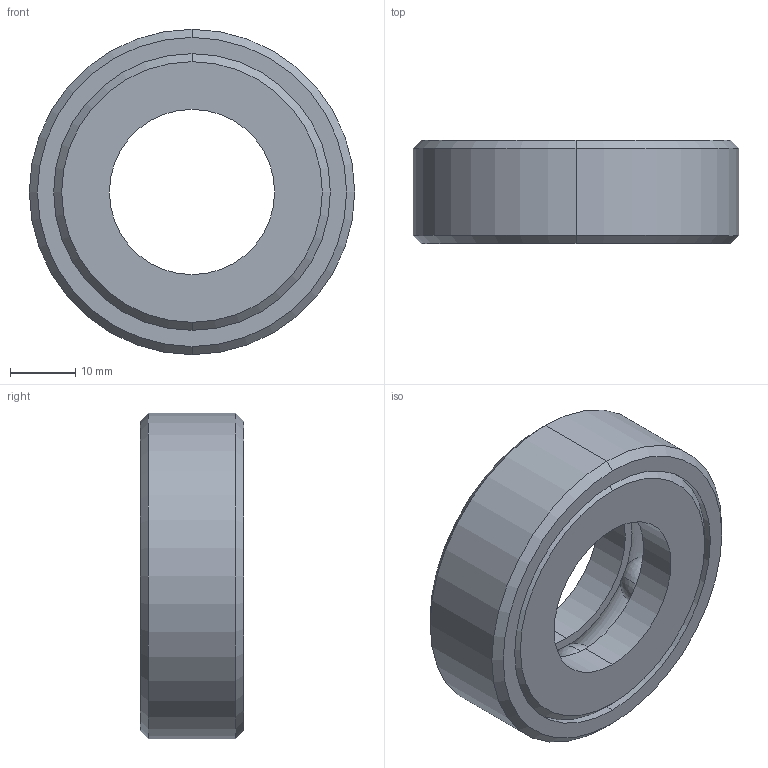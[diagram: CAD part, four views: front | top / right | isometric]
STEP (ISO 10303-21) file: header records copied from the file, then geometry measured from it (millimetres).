
FILE_DESCRIPTION (( 'STEP AP203' ), '1' );
FILE_NAME ('60715K15_One-Piece Steel Thrust Ball Bearing.STEP', '2022-08-22T15:16:15', ( 'Administrator' ), ( 'Managed by Terraform' ), 'SwSTEP 2.0', 'SolidWorks 2017', '' );
FILE_SCHEMA (( 'CONFIG_CONTROL_DESIGN' ));
Length unit declared in the file: inch
Products named in the file (1): 60715K15_One-Piece Steel Thrust Ball Bearing
Bounding box: 50.01 x 15.88 x 50.01 mm (x, y, z)
Volume: 17828.9 mm3; surface area: 13756.2 mm2
Topology: 9 solids, 9 shells, 52 faces, 122 edges, 78 vertices
Faces by surface type: cylinder 16, cone 12, sphere 12, plane 8, torus 4
Entity records: 1363 total; most frequent: DIRECTION 262, CARTESIAN_POINT 205, ORIENTED_EDGE 184, AXIS2_PLACEMENT_3D 117, EDGE_CURVE 92, CIRCLE 64, VERTEX_POINT 60, EDGE_LOOP 60
